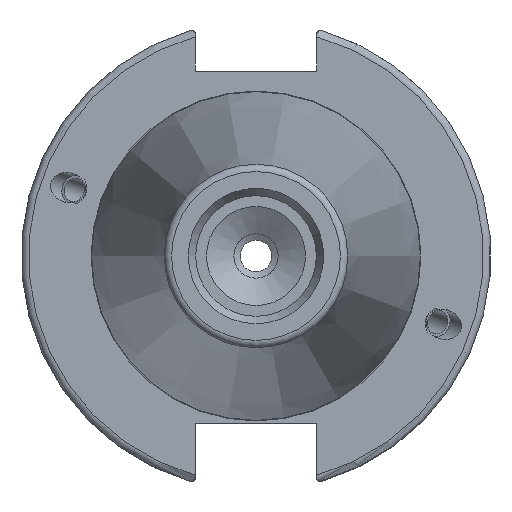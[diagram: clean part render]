
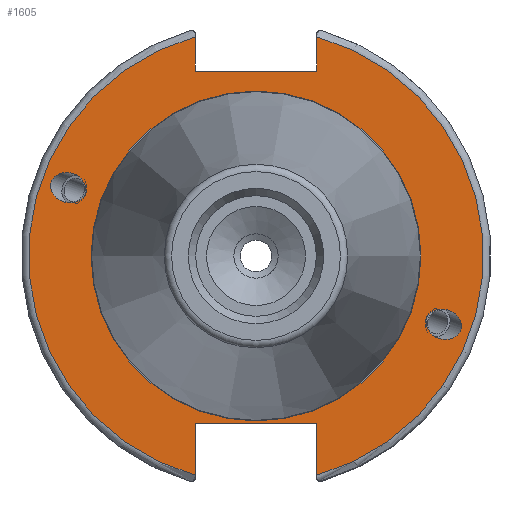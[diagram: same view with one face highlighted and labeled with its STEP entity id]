
A CAD part, left-side view. The second image highlights one B-rep face of the part: STEP entity #1605.
In plain terms, the highlighted planar face has unit normal (-1, 0, 0).
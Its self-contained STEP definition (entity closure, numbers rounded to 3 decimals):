
#48=PLANE('',#1795);
#83=ELLIPSE('',#1751,2.442,2.);
#87=ELLIPSE('',#1789,2.442,2.);
#119=FACE_BOUND('',#320,.T.);
#120=FACE_BOUND('',#321,.T.);
#121=FACE_BOUND('',#322,.T.);
#215=FACE_OUTER_BOUND('',#319,.T.);
#319=EDGE_LOOP('',(#1290,#1291,#1292,#1293,#1294,#1295,#1296,#1297));
#320=EDGE_LOOP('',(#1298));
#321=EDGE_LOOP('',(#1299));
#322=EDGE_LOOP('',(#1300));
#415=LINE('',#2867,#507);
#416=LINE('',#2869,#508);
#417=LINE('',#2871,#509);
#418=LINE('',#2875,#510);
#419=LINE('',#2877,#511);
#420=LINE('',#2878,#512);
#507=VECTOR('',#2167,10.);
#508=VECTOR('',#2168,10.);
#509=VECTOR('',#2169,10.);
#510=VECTOR('',#2172,10.);
#511=VECTOR('',#2173,10.);
#512=VECTOR('',#2174,10.);
#604=CIRCLE('',#1793,22.3);
#606=CIRCLE('',#1796,30.75);
#607=CIRCLE('',#1797,30.75);
#693=VERTEX_POINT('',#2679);
#728=VERTEX_POINT('',#2851);
#731=VERTEX_POINT('',#2858);
#732=VERTEX_POINT('',#2863);
#733=VERTEX_POINT('',#2864);
#734=VERTEX_POINT('',#2866);
#735=VERTEX_POINT('',#2868);
#736=VERTEX_POINT('',#2870);
#737=VERTEX_POINT('',#2872);
#738=VERTEX_POINT('',#2874);
#739=VERTEX_POINT('',#2876);
#881=EDGE_CURVE('',#693,#693,#83,.T.);
#931=EDGE_CURVE('',#728,#728,#87,.T.);
#934=EDGE_CURVE('',#731,#731,#604,.T.);
#936=EDGE_CURVE('',#732,#733,#606,.T.);
#937=EDGE_CURVE('',#732,#734,#415,.T.);
#938=EDGE_CURVE('',#734,#735,#416,.T.);
#939=EDGE_CURVE('',#735,#736,#417,.T.);
#940=EDGE_CURVE('',#737,#736,#607,.T.);
#941=EDGE_CURVE('',#737,#738,#418,.T.);
#942=EDGE_CURVE('',#738,#739,#419,.T.);
#943=EDGE_CURVE('',#739,#733,#420,.T.);
#1290=ORIENTED_EDGE('',*,*,#936,.F.);
#1291=ORIENTED_EDGE('',*,*,#937,.T.);
#1292=ORIENTED_EDGE('',*,*,#938,.T.);
#1293=ORIENTED_EDGE('',*,*,#939,.T.);
#1294=ORIENTED_EDGE('',*,*,#940,.F.);
#1295=ORIENTED_EDGE('',*,*,#941,.T.);
#1296=ORIENTED_EDGE('',*,*,#942,.T.);
#1297=ORIENTED_EDGE('',*,*,#943,.T.);
#1298=ORIENTED_EDGE('',*,*,#881,.T.);
#1299=ORIENTED_EDGE('',*,*,#931,.T.);
#1300=ORIENTED_EDGE('',*,*,#934,.F.);
#1605=ADVANCED_FACE('',(#215,#119,#120,#121),#48,.T.);
#1751=AXIS2_PLACEMENT_3D('',#2681,#2059,#2060);
#1789=AXIS2_PLACEMENT_3D('',#2853,#2151,#2152);
#1793=AXIS2_PLACEMENT_3D('',#2860,#2159,#2160);
#1795=AXIS2_PLACEMENT_3D('',#2862,#2163,#2164);
#1796=AXIS2_PLACEMENT_3D('',#2865,#2165,#2166);
#1797=AXIS2_PLACEMENT_3D('',#2873,#2170,#2171);
#2059=DIRECTION('center_axis',(1.,0.,0.));
#2060=DIRECTION('ref_axis',(0.,-0.94,-0.342));
#2151=DIRECTION('center_axis',(1.,0.,0.));
#2152=DIRECTION('ref_axis',(0.,0.94,0.342));
#2159=DIRECTION('center_axis',(-1.,0.,0.));
#2160=DIRECTION('ref_axis',(0.,-1.,0.));
#2163=DIRECTION('center_axis',(-1.,0.,0.));
#2164=DIRECTION('ref_axis',(0.,0.,1.));
#2165=DIRECTION('center_axis',(1.,0.,0.));
#2166=DIRECTION('ref_axis',(0.,-1.,0.));
#2167=DIRECTION('',(0.,0.,-1.));
#2168=DIRECTION('',(0.,1.,0.));
#2169=DIRECTION('',(0.,0.,1.));
#2170=DIRECTION('center_axis',(1.,0.,0.));
#2171=DIRECTION('ref_axis',(0.,1.,0.));
#2172=DIRECTION('',(0.,0.,1.));
#2173=DIRECTION('',(0.,-1.,0.));
#2174=DIRECTION('',(0.,0.,-1.));
#2679=CARTESIAN_POINT('',(3.175,-23.077,-8.399));
#2681=CARTESIAN_POINT('Origin',(3.175,-25.372,-9.235));
#2851=CARTESIAN_POINT('',(3.175,23.077,8.399));
#2853=CARTESIAN_POINT('Origin',(3.175,25.372,9.235));
#2858=CARTESIAN_POINT('',(3.175,0.,22.3));
#2860=CARTESIAN_POINT('Origin',(3.175,0.,0.));
#2862=CARTESIAN_POINT('Origin',(3.175,31.75,0.));
#2863=CARTESIAN_POINT('',(3.175,-8.19,29.639));
#2864=CARTESIAN_POINT('',(3.175,-8.19,-29.639));
#2865=CARTESIAN_POINT('Origin',(3.175,0.,0.));
#2866=CARTESIAN_POINT('',(3.175,-8.19,25.));
#2867=CARTESIAN_POINT('',(3.175,-8.19,12.5));
#2868=CARTESIAN_POINT('',(3.175,8.19,25.));
#2869=CARTESIAN_POINT('',(3.175,15.875,25.));
#2870=CARTESIAN_POINT('',(3.175,8.19,29.639));
#2871=CARTESIAN_POINT('',(3.175,8.19,12.5));
#2872=CARTESIAN_POINT('',(3.175,8.19,-29.639));
#2873=CARTESIAN_POINT('Origin',(3.175,0.,0.));
#2874=CARTESIAN_POINT('',(3.175,8.19,-22.6));
#2875=CARTESIAN_POINT('',(3.175,8.19,-11.3));
#2876=CARTESIAN_POINT('',(3.175,-8.19,-22.6));
#2877=CARTESIAN_POINT('',(3.175,15.875,-22.6));
#2878=CARTESIAN_POINT('',(3.175,-8.19,-11.3));
